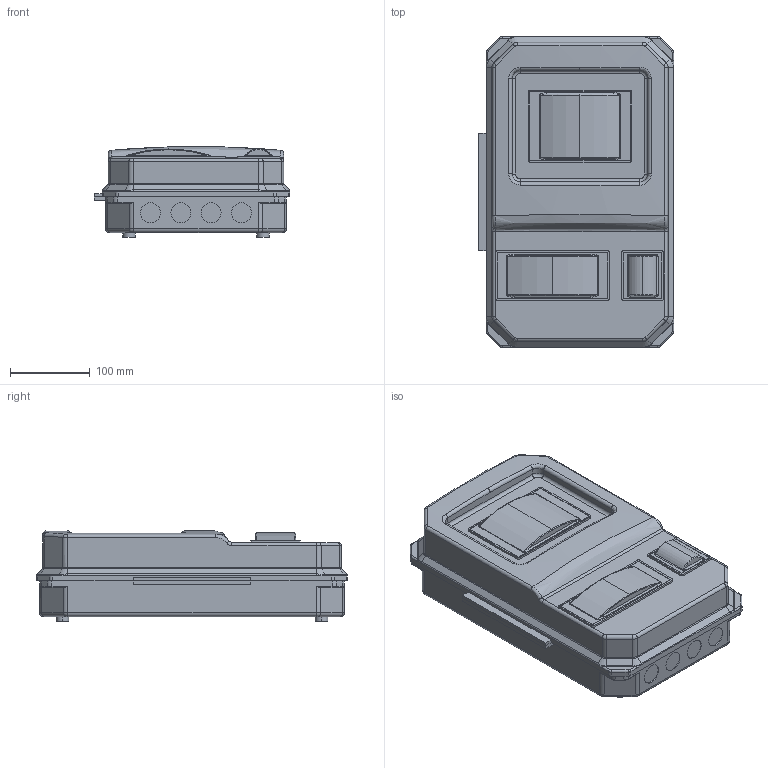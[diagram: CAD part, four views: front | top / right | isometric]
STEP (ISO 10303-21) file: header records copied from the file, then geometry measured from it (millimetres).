
FILE_DESCRIPTION (( 'STEP AP214' ), '1' );
FILE_NAME ('ÙÓÐí-Ï 3_7-2.STEP', '2016-10-26T07:29:31', ( '' ), ( '' ), 'SwSTEP 2.0', 'SolidWorks 2014', '' );
FILE_SCHEMA (( 'AUTOMOTIVE_DESIGN' ));
Length unit declared in the file: millimetre
Products named in the file (1): ÙÓÐí-Ï 3_7-2
Bounding box: 245 x 390 x 114 mm (x, y, z)
Volume: 917098.7 mm3; surface area: 666723.4 mm2
Topology: 4 solids, 4 shells, 685 faces, 1589 edges, 980 vertices
Faces by surface type: cylinder 285, plane 248, torus 84, bspline 60, cone 8
Entity records: 28381 total; most frequent: CARTESIAN_POINT 7058, DIRECTION 3413, ORIENTED_EDGE 3178, EDGE_CURVE 1589, AXIS2_PLACEMENT_3D 1324, VERTEX_POINT 980, LINE 765, VECTOR 765
